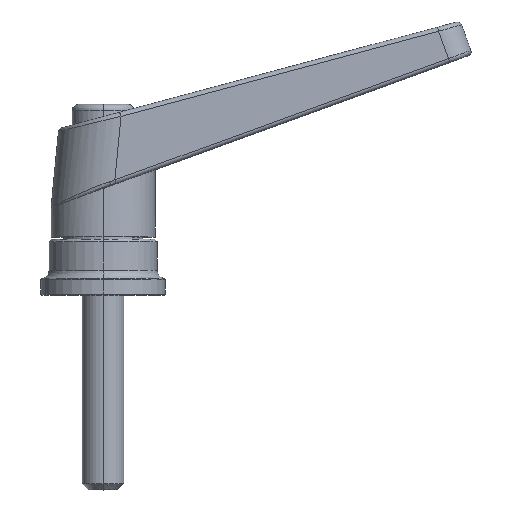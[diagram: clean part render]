
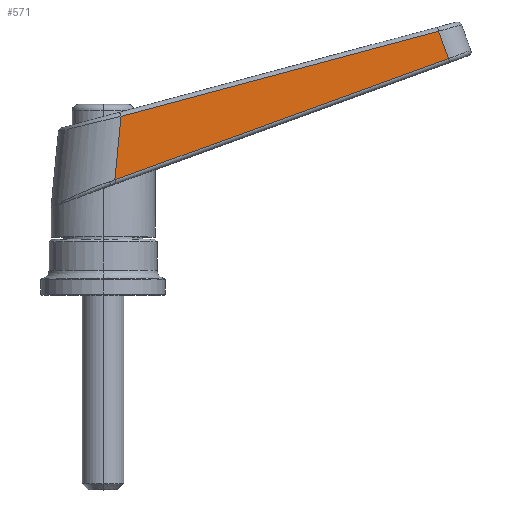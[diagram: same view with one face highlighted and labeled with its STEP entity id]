
A CAD part, top view. The second image highlights one B-rep face of the part: STEP entity #571.
In plain terms, the highlighted planar face has unit normal (0.088, 0, 0.996).
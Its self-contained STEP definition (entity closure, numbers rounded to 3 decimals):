
#495=VERTEX_POINT('NONE',#1334);
#507=EDGE_CURVE('NONE',#1055,#607,#1346,.T.);
#531=EDGE_CURVE('NONE',#607,#495,#1374,.T.);
#571=ADVANCED_FACE('NONE',(#1418),#1419,.F.);
#607=VERTEX_POINT('NONE',#1459);
#661=EDGE_CURVE('NONE',#495,#711,#1515,.T.);
#711=VERTEX_POINT('NONE',#1570);
#993=EDGE_CURVE('NONE',#711,#1055,#1890,.T.);
#1055=VERTEX_POINT('NONE',#1965);
#1334=CARTESIAN_POINT('',(4.301,43.094,13.174));
#1346=LINE('',#2463,#2464);
#1374=LINE('',#2555,#2556);
#1418=FACE_OUTER_BOUND('',#2614,.T.);
#1419=PLANE('',#2615);
#1459=CARTESIAN_POINT('',(2.824,27.748,13.304));
#1515=LINE('',#2883,#2884);
#1570=CARTESIAN_POINT('',(80.883,63.614,6.433));
#1890=LINE('',#4228,#4229);
#1965=CARTESIAN_POINT('',(83.279,57.031,6.222));
#2463=CARTESIAN_POINT('',(83.279,57.031,6.222));
#2464=VECTOR('',#5553,1000.0);
#2555=CARTESIAN_POINT('',(3.88,38.715,13.211));
#2556=VECTOR('',#5586,1000.0);
#2614=EDGE_LOOP('',(#5622,#5623,#5624,#5625));
#2615=AXIS2_PLACEMENT_3D('',#5626,#5627,#5628);
#2883=CARTESIAN_POINT('',(0.267,42.013,13.529));
#2884=VECTOR('',#5696,1000.0);
#4228=CARTESIAN_POINT('',(80.883,63.614,6.433));
#4229=VECTOR('',#6110,1000.0);
#5553=DIRECTION('',(-0.936,-0.341,0.082));
#5586=DIRECTION('',(0.096,0.995,-0.008));
#5622=ORIENTED_EDGE('',*,*,#531,.F.);
#5623=ORIENTED_EDGE('',*,*,#507,.F.);
#5624=ORIENTED_EDGE('',*,*,#993,.F.);
#5625=ORIENTED_EDGE('',*,*,#661,.F.);
#5626=CARTESIAN_POINT('',(1.184,85.015,13.448));
#5627=DIRECTION('',(-0.088,0.0,-0.996));
#5628=DIRECTION('',(-0.996,0.0,0.088));
#5696=DIRECTION('',(0.962,0.258,-0.085));
#6110=DIRECTION('',(0.342,-0.939,-0.03));
